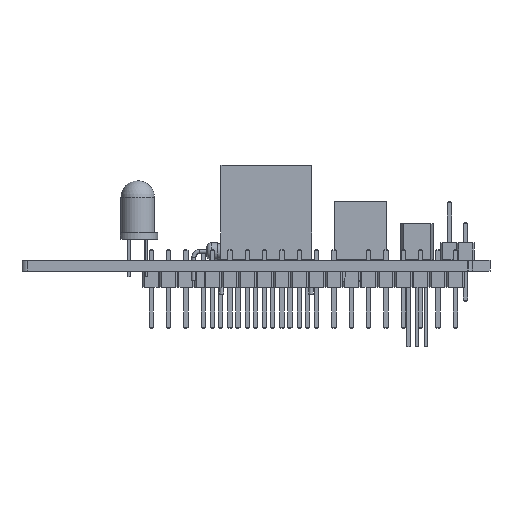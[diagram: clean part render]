
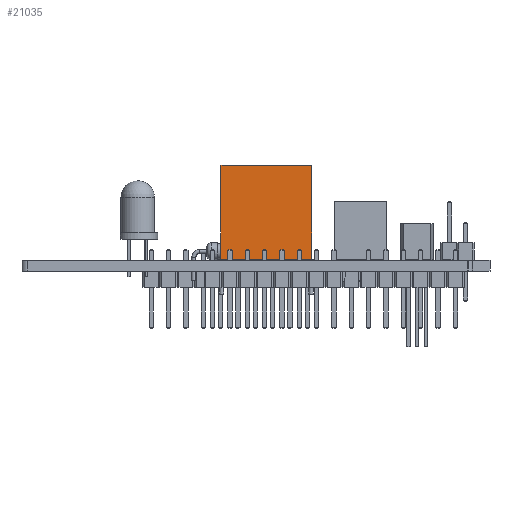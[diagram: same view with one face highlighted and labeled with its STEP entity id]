
A CAD part, front view. The second image highlights one B-rep face of the part: STEP entity #21035.
In plain terms, the highlighted face is planar.
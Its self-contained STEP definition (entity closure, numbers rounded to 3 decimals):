
#20937 = EDGE_CURVE('',#20938,#20940,#20942,.T.);
#20938 = VERTEX_POINT('',#20939);
#20939 = CARTESIAN_POINT('',(-1.19,13.19,0.1));
#20940 = VERTEX_POINT('',#20941);
#20941 = CARTESIAN_POINT('',(-1.19,13.19,13.85));
#20942 = LINE('',#20943,#20944);
#20943 = CARTESIAN_POINT('',(-1.19,13.19,0.1));
#20944 = VECTOR('',#20945,1.);
#20945 = DIRECTION('',(0.,0.,1.));
#21010 = VERTEX_POINT('',#21011);
#21011 = CARTESIAN_POINT('',(-1.19,-0.11,13.85));
#21017 = EDGE_CURVE('',#21018,#21010,#21020,.T.);
#21018 = VERTEX_POINT('',#21019);
#21019 = CARTESIAN_POINT('',(-1.19,-0.11,0.1));
#21020 = LINE('',#21021,#21022);
#21021 = CARTESIAN_POINT('',(-1.19,-0.11,0.1));
#21022 = VECTOR('',#21023,1.);
#21023 = DIRECTION('',(0.,0.,1.));
#21035 = ADVANCED_FACE('',(#21036),#21052,.T.);
#21036 = FACE_BOUND('',#21037,.T.);
#21037 = EDGE_LOOP('',(#21038,#21039,#21045,#21046));
#21038 = ORIENTED_EDGE('',*,*,#21017,.T.);
#21039 = ORIENTED_EDGE('',*,*,#21040,.T.);
#21040 = EDGE_CURVE('',#21010,#20940,#21041,.T.);
#21041 = LINE('',#21042,#21043);
#21042 = CARTESIAN_POINT('',(-1.19,-0.11,13.85));
#21043 = VECTOR('',#21044,1.);
#21044 = DIRECTION('',(0.,1.,0.));
#21045 = ORIENTED_EDGE('',*,*,#20937,.F.);
#21046 = ORIENTED_EDGE('',*,*,#21047,.F.);
#21047 = EDGE_CURVE('',#21018,#20938,#21048,.T.);
#21048 = LINE('',#21049,#21050);
#21049 = CARTESIAN_POINT('',(-1.19,-0.11,0.1));
#21050 = VECTOR('',#21051,1.);
#21051 = DIRECTION('',(0.,1.,0.));
#21052 = PLANE('',#21053);
#21053 = AXIS2_PLACEMENT_3D('',#21054,#21055,#21056);
#21054 = CARTESIAN_POINT('',(-1.19,-0.11,0.1));
#21055 = DIRECTION('',(-1.,0.,0.));
#21056 = DIRECTION('',(0.,1.,0.));
